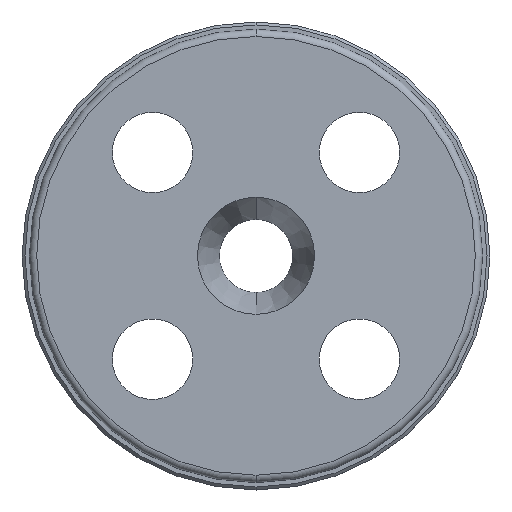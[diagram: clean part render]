
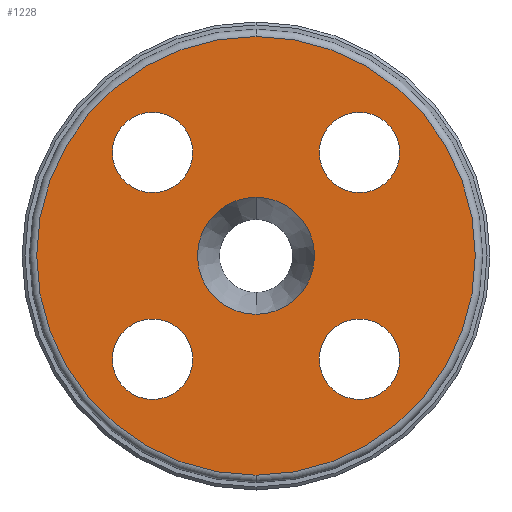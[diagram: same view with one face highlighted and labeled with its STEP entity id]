
A CAD part, top view. The second image highlights one B-rep face of the part: STEP entity #1228.
In plain terms, the highlighted planar face has unit normal (0, 0, 1).
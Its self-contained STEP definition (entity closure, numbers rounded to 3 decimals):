
#181=CARTESIAN_POINT('',(0.,0.,0.));
#182=DIRECTION('',(0.,0.,1.));
#183=DIRECTION('',(0.,1.,0.));
#184=AXIS2_PLACEMENT_3D('',#181,#182,#183);
#186=CARTESIAN_POINT('',(0.,0.,0.));
#187=DIRECTION('',(0.,0.,1.));
#188=DIRECTION('',(0.,-1.,0.));
#189=AXIS2_PLACEMENT_3D('',#186,#187,#188);
#191=CARTESIAN_POINT('',(0.,0.,0.));
#192=DIRECTION('',(0.,0.,-1.));
#193=DIRECTION('',(0.,1.,0.));
#194=AXIS2_PLACEMENT_3D('',#191,#192,#193);
#196=CARTESIAN_POINT('',(0.,0.,0.));
#197=DIRECTION('',(0.,0.,-1.));
#198=DIRECTION('',(0.,-1.,0.));
#199=AXIS2_PLACEMENT_3D('',#196,#197,#198);
#201=CARTESIAN_POINT('',(7.071,7.071,0.));
#202=DIRECTION('',(0.,0.,-1.));
#203=DIRECTION('',(1.,0.,0.));
#204=AXIS2_PLACEMENT_3D('',#201,#202,#203);
#206=CARTESIAN_POINT('',(7.071,7.071,0.));
#207=DIRECTION('',(0.,0.,-1.));
#208=DIRECTION('',(-1.,0.,0.));
#209=AXIS2_PLACEMENT_3D('',#206,#207,#208);
#211=CARTESIAN_POINT('',(7.071,-7.071,0.));
#212=DIRECTION('',(0.,0.,-1.));
#213=DIRECTION('',(0.,-1.,0.));
#214=AXIS2_PLACEMENT_3D('',#211,#212,#213);
#216=CARTESIAN_POINT('',(7.071,-7.071,0.));
#217=DIRECTION('',(0.,0.,-1.));
#218=DIRECTION('',(0.,1.,0.));
#219=AXIS2_PLACEMENT_3D('',#216,#217,#218);
#221=CARTESIAN_POINT('',(-7.071,-7.071,0.));
#222=DIRECTION('',(0.,0.,-1.));
#223=DIRECTION('',(-1.,0.,0.));
#224=AXIS2_PLACEMENT_3D('',#221,#222,#223);
#226=CARTESIAN_POINT('',(-7.071,-7.071,0.));
#227=DIRECTION('',(0.,0.,-1.));
#228=DIRECTION('',(1.,0.,0.));
#229=AXIS2_PLACEMENT_3D('',#226,#227,#228);
#231=CARTESIAN_POINT('',(-7.071,7.071,0.));
#232=DIRECTION('',(0.,0.,-1.));
#233=DIRECTION('',(0.,1.,0.));
#234=AXIS2_PLACEMENT_3D('',#231,#232,#233);
#236=CARTESIAN_POINT('',(-7.071,7.071,0.));
#237=DIRECTION('',(0.,0.,-1.));
#238=DIRECTION('',(0.,-1.,0.));
#239=AXIS2_PLACEMENT_3D('',#236,#237,#238);
#826=CARTESIAN_POINT('',(0.,4.,0.));
#827=CARTESIAN_POINT('',(0.,-4.,0.));
#828=VERTEX_POINT('',#826);
#829=VERTEX_POINT('',#827);
#838=CARTESIAN_POINT('',(9.821,7.071,0.));
#839=CARTESIAN_POINT('',(4.321,7.071,0.));
#840=VERTEX_POINT('',#838);
#841=VERTEX_POINT('',#839);
#848=CARTESIAN_POINT('',(7.071,-9.821,0.));
#849=CARTESIAN_POINT('',(7.071,-4.321,0.));
#850=VERTEX_POINT('',#848);
#851=VERTEX_POINT('',#849);
#862=CARTESIAN_POINT('',(-9.821,-7.071,0.));
#863=CARTESIAN_POINT('',(-4.321,-7.071,0.));
#864=VERTEX_POINT('',#862);
#865=VERTEX_POINT('',#863);
#866=CARTESIAN_POINT('',(-7.071,9.821,0.));
#867=CARTESIAN_POINT('',(-7.071,4.321,0.));
#868=VERTEX_POINT('',#866);
#869=VERTEX_POINT('',#867);
#874=CARTESIAN_POINT('',(0.,15.,0.));
#875=CARTESIAN_POINT('',(0.,-15.,0.));
#876=VERTEX_POINT('',#874);
#877=VERTEX_POINT('',#875);
#1188=CARTESIAN_POINT('',(0.,0.,0.));
#1189=DIRECTION('',(0.,0.,-1.));
#1190=DIRECTION('',(0.,-1.,0.));
#1191=AXIS2_PLACEMENT_3D('',#1188,#1189,#1190);
#1192=PLANE('',#1191);
#1193=ORIENTED_EDGE('',*,*,#1178,.F.);
#1195=ORIENTED_EDGE('',*,*,#1194,.F.);
#1196=EDGE_LOOP('',(#1193,#1195));
#1197=FACE_OUTER_BOUND('',#1196,.F.);
#1199=ORIENTED_EDGE('',*,*,#1198,.F.);
#1201=ORIENTED_EDGE('',*,*,#1200,.F.);
#1202=EDGE_LOOP('',(#1199,#1201));
#1203=FACE_BOUND('',#1202,.F.);
#1205=ORIENTED_EDGE('',*,*,#1204,.F.);
#1207=ORIENTED_EDGE('',*,*,#1206,.F.);
#1208=EDGE_LOOP('',(#1205,#1207));
#1209=FACE_BOUND('',#1208,.F.);
#1211=ORIENTED_EDGE('',*,*,#1210,.F.);
#1213=ORIENTED_EDGE('',*,*,#1212,.F.);
#1214=EDGE_LOOP('',(#1211,#1213));
#1215=FACE_BOUND('',#1214,.F.);
#1217=ORIENTED_EDGE('',*,*,#1216,.F.);
#1219=ORIENTED_EDGE('',*,*,#1218,.F.);
#1220=EDGE_LOOP('',(#1217,#1219));
#1221=FACE_BOUND('',#1220,.F.);
#1223=ORIENTED_EDGE('',*,*,#1222,.F.);
#1225=ORIENTED_EDGE('',*,*,#1224,.F.);
#1226=EDGE_LOOP('',(#1223,#1225));
#1227=FACE_BOUND('',#1226,.F.);
#185=CIRCLE('',#184,15.);
#190=CIRCLE('',#189,15.);
#195=CIRCLE('',#194,4.);
#200=CIRCLE('',#199,4.);
#205=CIRCLE('',#204,2.75);
#210=CIRCLE('',#209,2.75);
#215=CIRCLE('',#214,2.75);
#220=CIRCLE('',#219,2.75);
#225=CIRCLE('',#224,2.75);
#230=CIRCLE('',#229,2.75);
#235=CIRCLE('',#234,2.75);
#240=CIRCLE('',#239,2.75);
#1178=EDGE_CURVE('',#876,#877,#185,.T.);
#1194=EDGE_CURVE('',#877,#876,#190,.T.);
#1198=EDGE_CURVE('',#828,#829,#195,.T.);
#1200=EDGE_CURVE('',#829,#828,#200,.T.);
#1204=EDGE_CURVE('',#840,#841,#205,.T.);
#1206=EDGE_CURVE('',#841,#840,#210,.T.);
#1210=EDGE_CURVE('',#850,#851,#215,.T.);
#1212=EDGE_CURVE('',#851,#850,#220,.T.);
#1216=EDGE_CURVE('',#864,#865,#225,.T.);
#1218=EDGE_CURVE('',#865,#864,#230,.T.);
#1222=EDGE_CURVE('',#868,#869,#235,.T.);
#1224=EDGE_CURVE('',#869,#868,#240,.T.);
#1228=ADVANCED_FACE('',(#1197,#1203,#1209,#1215,#1221,#1227),#1192,.F.);
